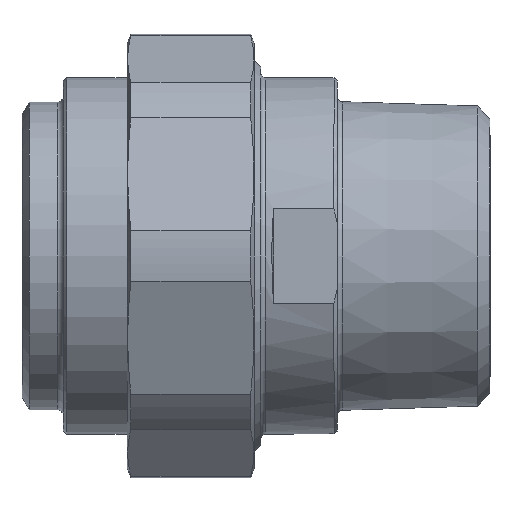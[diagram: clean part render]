
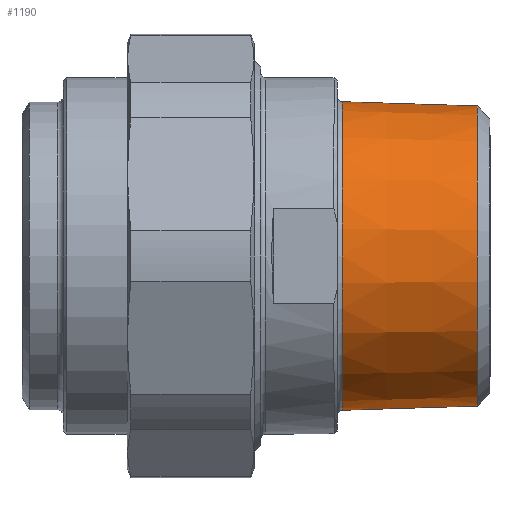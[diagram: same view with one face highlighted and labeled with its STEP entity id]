
A CAD part, front view. The second image highlights one B-rep face of the part: STEP entity #1190.
In plain terms, the highlighted conical face has half-angle 1.8 degrees and reference radius 23.877 mm.
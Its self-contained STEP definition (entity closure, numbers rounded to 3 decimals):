
#66=CONICAL_SURFACE('',#1393,23.877,0.031);
#167=FACE_OUTER_BOUND('',#246,.T.);
#246=EDGE_LOOP('',(#993,#994,#995,#996,#997,#998));
#318=LINE('',#2162,#371);
#371=VECTOR('',#1713,23.877);
#440=CIRCLE('',#1387,24.23);
#443=CIRCLE('',#1390,24.23);
#445=CIRCLE('',#1394,23.563);
#446=CIRCLE('',#1395,23.563);
#561=VERTEX_POINT('',#2151);
#562=VERTEX_POINT('',#2152);
#564=VERTEX_POINT('',#2161);
#565=VERTEX_POINT('',#2163);
#711=EDGE_CURVE('',#561,#562,#440,.T.);
#714=EDGE_CURVE('',#562,#561,#443,.T.);
#716=EDGE_CURVE('',#561,#564,#318,.T.);
#717=EDGE_CURVE('',#565,#564,#445,.T.);
#718=EDGE_CURVE('',#564,#565,#446,.T.);
#993=ORIENTED_EDGE('',*,*,#711,.F.);
#994=ORIENTED_EDGE('',*,*,#716,.T.);
#995=ORIENTED_EDGE('',*,*,#717,.F.);
#996=ORIENTED_EDGE('',*,*,#718,.F.);
#997=ORIENTED_EDGE('',*,*,#716,.F.);
#998=ORIENTED_EDGE('',*,*,#714,.F.);
#1190=ADVANCED_FACE('',(#167),#66,.T.);
#1387=AXIS2_PLACEMENT_3D('',#2153,#1699,#1700);
#1390=AXIS2_PLACEMENT_3D('',#2157,#1705,#1706);
#1393=AXIS2_PLACEMENT_3D('',#2160,#1711,#1712);
#1394=AXIS2_PLACEMENT_3D('',#2164,#1714,#1715);
#1395=AXIS2_PLACEMENT_3D('',#2165,#1716,#1717);
#1699=DIRECTION('center_axis',(1.,0.,0.));
#1700=DIRECTION('ref_axis',(0.,-1.,0.));
#1705=DIRECTION('center_axis',(1.,0.,0.));
#1706=DIRECTION('ref_axis',(0.,-1.,0.));
#1711=DIRECTION('center_axis',(1.,0.,0.));
#1712=DIRECTION('ref_axis',(0.,1.,0.));
#1713=DIRECTION('',(-1.,0.031,0.));
#1714=DIRECTION('center_axis',(-1.,0.,0.));
#1715=DIRECTION('ref_axis',(0.,-1.,0.));
#1716=DIRECTION('center_axis',(-1.,0.,0.));
#1717=DIRECTION('ref_axis',(0.,-1.,0.));
#2151=CARTESIAN_POINT('',(-23.275,-24.23,0.));
#2152=CARTESIAN_POINT('',(-23.275,0.,24.23));
#2153=CARTESIAN_POINT('Origin',(-23.275,0.,0.));
#2157=CARTESIAN_POINT('Origin',(-23.275,0.,0.));
#2160=CARTESIAN_POINT('Origin',(-34.5,0.,0.));
#2161=CARTESIAN_POINT('',(-44.501,-23.563,0.));
#2162=CARTESIAN_POINT('',(-34.5,-23.877,0.));
#2163=CARTESIAN_POINT('',(-44.501,23.563,0.));
#2164=CARTESIAN_POINT('Origin',(-44.501,0.,0.));
#2165=CARTESIAN_POINT('Origin',(-44.501,0.,0.));
